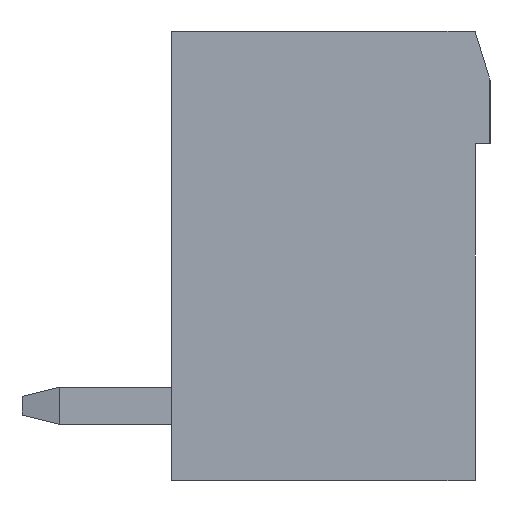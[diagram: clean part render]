
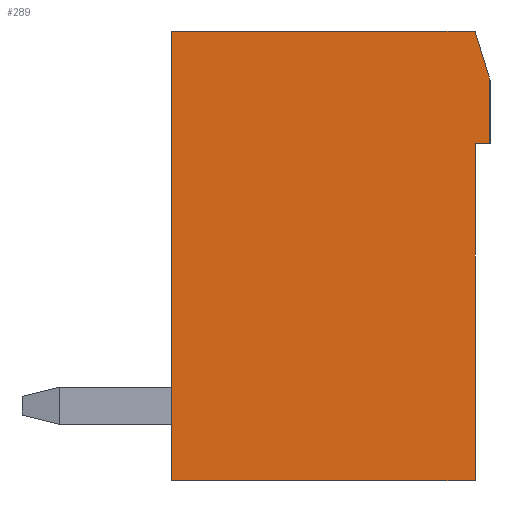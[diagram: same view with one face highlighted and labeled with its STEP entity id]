
A CAD part, left-side view. The second image highlights one B-rep face of the part: STEP entity #289.
In plain terms, the highlighted planar face has unit normal (-1, 0, 0).
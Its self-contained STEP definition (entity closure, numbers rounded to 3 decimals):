
#289 = ADVANCED_FACE( '', ( #636 ), #637, .T. );
#636 = FACE_OUTER_BOUND( '', #1061, .T. );
#637 = PLANE( '', #1062 );
#1061 = EDGE_LOOP( '', ( #1682, #1683, #1684, #1685, #1686, #1687, #1688 ) );
#1062 = AXIS2_PLACEMENT_3D( '', #1689, #1690, #1691 );
#1682 = ORIENTED_EDGE( '', *, *, #2819, .T. );
#1683 = ORIENTED_EDGE( '', *, *, #2820, .T. );
#1684 = ORIENTED_EDGE( '', *, *, #2727, .T. );
#1685 = ORIENTED_EDGE( '', *, *, #2821, .T. );
#1686 = ORIENTED_EDGE( '', *, *, #2822, .T. );
#1687 = ORIENTED_EDGE( '', *, *, #2823, .T. );
#1688 = ORIENTED_EDGE( '', *, *, #2824, .T. );
#1689 = CARTESIAN_POINT( '', ( -11.43, 0., 0. ) );
#1690 = DIRECTION( '', ( -1., 0., 0. ) );
#1691 = DIRECTION( '', ( 0., 0., 1. ) );
#2727 = EDGE_CURVE( '', #3303, #3304, #3305, .T. );
#2819 = EDGE_CURVE( '', #3460, #3461, #3462, .T. );
#2820 = EDGE_CURVE( '', #3461, #3303, #3463, .T. );
#2821 = EDGE_CURVE( '', #3304, #3464, #3465, .T. );
#2822 = EDGE_CURVE( '', #3464, #3466, #3467, .T. );
#2823 = EDGE_CURVE( '', #3466, #3468, #3469, .T. );
#2824 = EDGE_CURVE( '', #3468, #3460, #3470, .T. );
#3303 = VERTEX_POINT( '', #4120 );
#3304 = VERTEX_POINT( '', #4121 );
#3305 = LINE( '', #4122, #4123 );
#3460 = VERTEX_POINT( '', #4350 );
#3461 = VERTEX_POINT( '', #4351 );
#3462 = LINE( '', #4352, #4353 );
#3463 = LINE( '', #4354, #4355 );
#3464 = VERTEX_POINT( '', #4356 );
#3465 = LINE( '', #4357, #4358 );
#3466 = VERTEX_POINT( '', #4359 );
#3467 = LINE( '', #4360, #4361 );
#3468 = VERTEX_POINT( '', #4362 );
#3469 = LINE( '', #4363, #4364 );
#3470 = LINE( '', #4365, #4366 );
#4120 = CARTESIAN_POINT( '', ( -11.43, 4.05, 6. ) );
#4121 = CARTESIAN_POINT( '', ( -11.43, 4.05, -6. ) );
#4122 = CARTESIAN_POINT( '', ( -11.43, 4.05, 6. ) );
#4123 = VECTOR( '', #5028, 1000. );
#4350 = CARTESIAN_POINT( '', ( -11.43, -4.45, 4.7 ) );
#4351 = CARTESIAN_POINT( '', ( -11.43, -4.05, 6. ) );
#4352 = CARTESIAN_POINT( '', ( -11.43, -4.45, 4.7 ) );
#4353 = VECTOR( '', #5110, 1000. );
#4354 = CARTESIAN_POINT( '', ( -11.43, -4.05, 6. ) );
#4355 = VECTOR( '', #5111, 1000. );
#4356 = CARTESIAN_POINT( '', ( -11.43, -4.05, -6. ) );
#4357 = CARTESIAN_POINT( '', ( -11.43, 4.05, -6. ) );
#4358 = VECTOR( '', #5112, 1000. );
#4359 = CARTESIAN_POINT( '', ( -11.43, -4.05, 3. ) );
#4360 = CARTESIAN_POINT( '', ( -11.43, -4.05, -6. ) );
#4361 = VECTOR( '', #5113, 1000. );
#4362 = CARTESIAN_POINT( '', ( -11.43, -4.45, 3. ) );
#4363 = CARTESIAN_POINT( '', ( -11.43, -4.05, 3. ) );
#4364 = VECTOR( '', #5114, 1000. );
#4365 = CARTESIAN_POINT( '', ( -11.43, -4.45, 3. ) );
#4366 = VECTOR( '', #5115, 1000. );
#5028 = DIRECTION( '', ( 0., 0., -1. ) );
#5110 = DIRECTION( '', ( 0., 0.294, 0.956 ) );
#5111 = DIRECTION( '', ( 0., 1., 0. ) );
#5112 = DIRECTION( '', ( 0., -1., 0. ) );
#5113 = DIRECTION( '', ( 0., 0., 1. ) );
#5114 = DIRECTION( '', ( 0., -1., 0. ) );
#5115 = DIRECTION( '', ( 0., 0., 1. ) );
